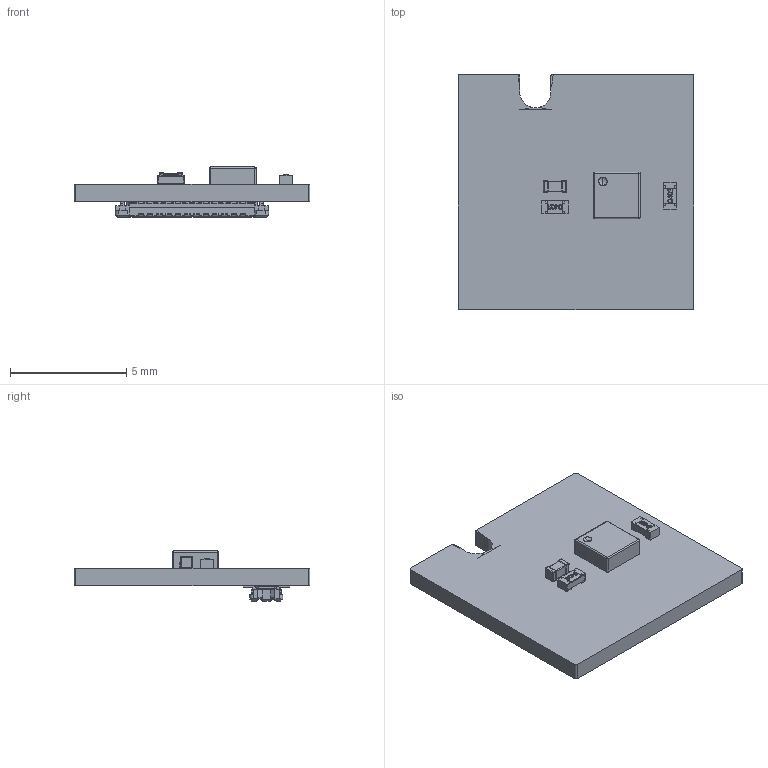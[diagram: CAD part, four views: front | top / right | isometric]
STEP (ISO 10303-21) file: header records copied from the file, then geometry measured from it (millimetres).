
FILE_DESCRIPTION(('Open CASCADE Model'),'2;1');
FILE_NAME('Open CASCADE Shape Model','2020-06-01T18:09:41',('Author'),( 'Open CASCADE'),'Open CASCADE STEP processor 6.8','Open CASCADE 6.8' ,'Unknown');
FILE_SCHEMA(('AUTOMOTIVE_DESIGN { 1 0 10303 214 1 1 1 1 }'));
Length unit declared in the file: millimetre
Products named in the file (11): PCB; Board; C10; C0402; R21; RES_1005-0402; R22; U6; SHTC3; J5; axe624124
Assembly tree (11 placements, depth 3):
  PCB
    Board
    C10
      C0402
    R21
      RES_1005-0402
    R22
      RES_1005-0402
    U6
      SHTC3
    J5
      axe624124
Bounding box: 10.15 x 10.15 x 2.15 mm (x, y, z)
Volume: 159.2 mm3; surface area: 542.4 mm2
Topology: 19 solids, 22 shells, 835 faces, 2186 edges, 1395 vertices
Faces by surface type: plane 611, cylinder 122, bspline 68, sphere 24, torus 6, cone 4
Entity records: 25833 total; most frequent: CARTESIAN_POINT 6621, ORIENTED_EDGE 3906, DIRECTION 3555, EDGE_CURVE 1945, LINE 1521, VECTOR 1521, VERTEX_POINT 1245, AXIS2_PLACEMENT_3D 1017
